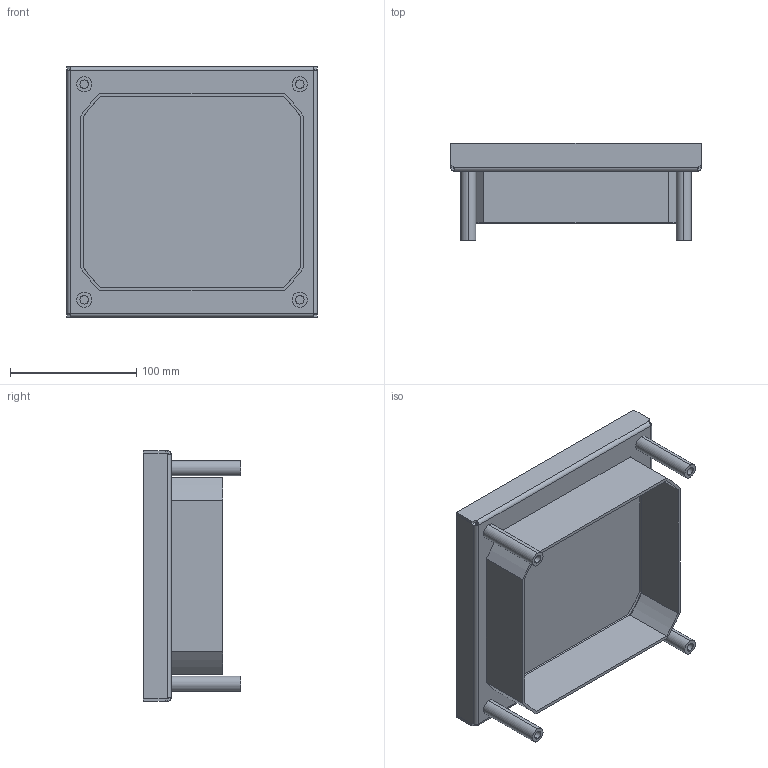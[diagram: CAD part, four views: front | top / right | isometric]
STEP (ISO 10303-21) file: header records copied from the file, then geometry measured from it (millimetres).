
FILE_DESCRIPTION((''),'2;1');
FILE_NAME('EKQ060BL15_ASM','2024-02-28T15:33:08',('goergem'),(''),'CREO PARAMETRIC BY PTC INC, 2022281','CREO PARAMETRIC BY PTC INC, 2022281','');
FILE_SCHEMA(('AUTOMOTIVE_DESIGN { 1 0 10303 214 1 1 1 1 }'));
Length unit declared in the file: millimetre
Products named in the file (8): T-00596_1; T-00595_1; T-00805_ASM_1_ASM; U09001_1; T-00580_1; T-00854_ASM_1_ASM; T-00931_ASM_1_ASM; EKQ060BL15_ASM
Assembly tree (10 placements, depth 4):
  EKQ060BL15_ASM
    T-00931_ASM_1_ASM
      T-00805_ASM_1_ASM
        T-00596_1
        T-00595_1
      U09001_1  x4
      T-00854_ASM_1_ASM
        T-00580_1
Bounding box: 199 x 77 x 199 mm (x, y, z)
Volume: 229155.5 mm3; surface area: 228190.4 mm2
Topology: 7 solids, 7 shells, 181 faces, 400 edges, 240 vertices
Faces by surface type: plane 121, cylinder 60
Entity records: 6128 total; most frequent: DIRECTION 863, CARTESIAN_POINT 792, ORIENTED_EDGE 656, EDGE_CURVE 328, AXIS2_PLACEMENT_3D 293, VECTOR 256, LINE 256, COLOUR_RGB 214
